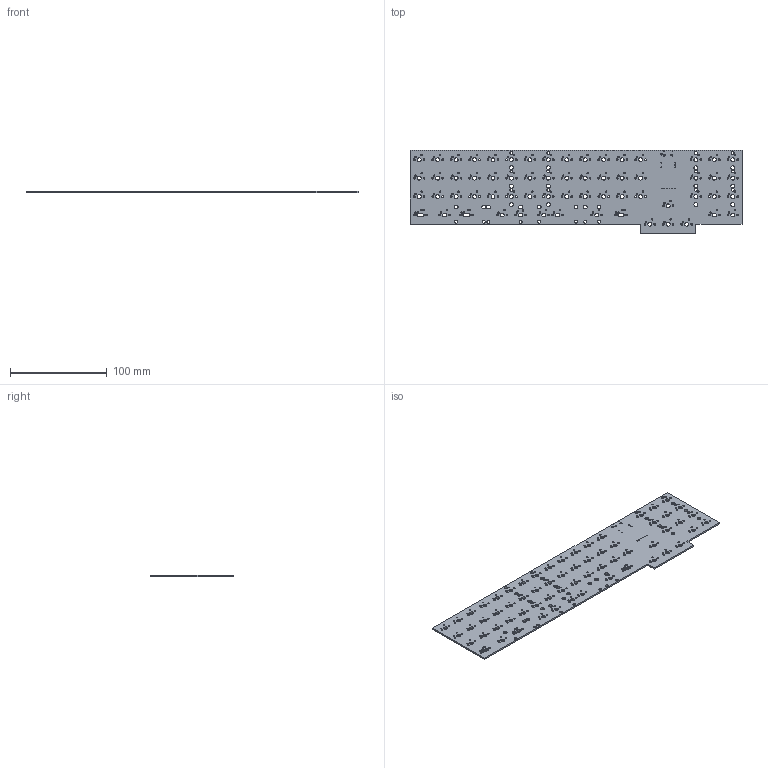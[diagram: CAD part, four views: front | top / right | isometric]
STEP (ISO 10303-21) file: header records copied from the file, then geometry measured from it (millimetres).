
FILE_DESCRIPTION(('KiCad electronic assembly'),'2;1');
FILE_NAME('gorthage-truck.stp','2021-10-15T15:59:35',('An Author'),( 'A Company'),'Open CASCADE STEP processor 6.9', 'KiCad to STEP converter','Unknown');
FILE_SCHEMA(('AUTOMOTIVE_DESIGN { 1 0 10303 214 1 1 1 1 }'));
Length unit declared in the file: millimetre
Products named in the file (2): Open CASCADE STEP translator 6.9 1; COMPOUND
Assembly tree (1 placements, depth 2):
  Open CASCADE STEP translator 6.9 1
    COMPOUND
Bounding box: 342.9 x 85.72 x 1.6 mm (x, y, z)
Volume: 39849.4 mm3; surface area: 55398.1 mm2
Topology: 1 solids, 1 shells, 424 faces, 1266 edges, 844 vertices
Faces by surface type: cylinder 405, plane 19
Full cylindrical faces by diameter (mm): 0.65 x2, 0.9 x6, 1 x5, 1.47 x132, 1.75 x126, 2 x1, 3.048 x20, 3.988 x80
Entity records: 35115 total; most frequent: CARTESIAN_POINT 10028, DIRECTION 4550, ORIENTED_EDGE 2532, PCURVE 2532, DEFINITIONAL_REPRESENTATION 2532, LINE 2078, VECTOR 2078, EDGE_CURVE 1266
